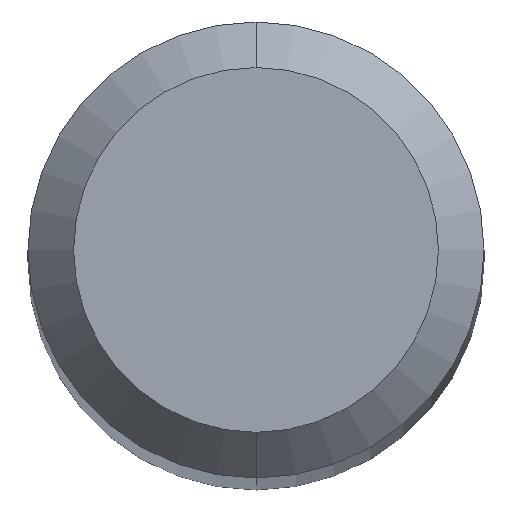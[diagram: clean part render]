
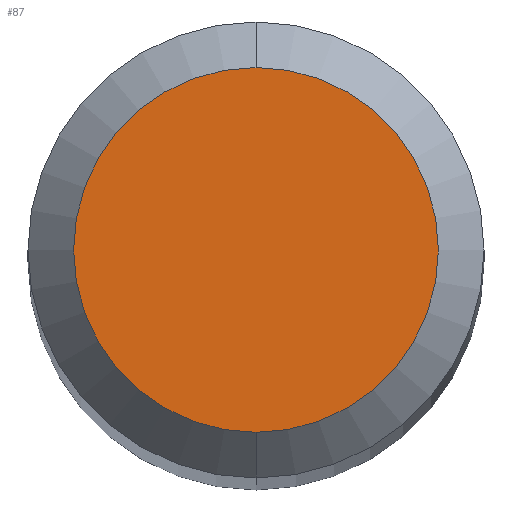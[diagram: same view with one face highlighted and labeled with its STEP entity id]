
A CAD part, top view. The second image highlights one B-rep face of the part: STEP entity #87.
In plain terms, the highlighted planar face has unit normal (0, 0, 1).
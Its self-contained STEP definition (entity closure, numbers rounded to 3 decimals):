
#5 = DIRECTION ( 'NONE',  ( 0., 1., 0. ) ) ;
#12 = ORIENTED_EDGE ( 'NONE', *, *, #173, .T. ) ;
#23 = AXIS2_PLACEMENT_3D ( 'NONE', #200, #163, #183 ) ;
#25 = DIRECTION ( 'NONE',  ( 0., 1., 0. ) ) ;
#35 = DIRECTION ( 'NONE',  ( 0., 0., -1. ) ) ;
#37 = AXIS2_PLACEMENT_3D ( 'NONE', #199, #185, #5 ) ;
#39 = FACE_OUTER_BOUND ( 'NONE', #144, .T. ) ;
#47 = VERTEX_POINT ( 'NONE', #206 ) ;
#67 = CARTESIAN_POINT ( 'NONE',  ( 0., 2.855, 0. ) ) ;
#87 = ADVANCED_FACE ( 'NONE', ( #39 ), #204, .F. ) ;
#93 = AXIS2_PLACEMENT_3D ( 'NONE', #128, #35, #25 ) ;
#126 = CIRCLE ( 'NONE', #23, 2.855 ) ;
#128 = CARTESIAN_POINT ( 'NONE',  ( 0., 3.569, 0. ) ) ;
#133 = ORIENTED_EDGE ( 'NONE', *, *, #139, .T. ) ;
#139 = EDGE_CURVE ( 'NONE', #47, #197, #126, .T. ) ;
#141 = CIRCLE ( 'NONE', #37, 2.855 ) ;
#144 = EDGE_LOOP ( 'NONE', ( #12, #133 ) ) ;
#163 = DIRECTION ( 'NONE',  ( 0., 0., 1. ) ) ;
#173 = EDGE_CURVE ( 'NONE', #197, #47, #141, .T. ) ;
#183 = DIRECTION ( 'NONE',  ( 0., 1., 0. ) ) ;
#185 = DIRECTION ( 'NONE',  ( 0., 0., 1. ) ) ;
#197 = VERTEX_POINT ( 'NONE', #67 ) ;
#199 = CARTESIAN_POINT ( 'NONE',  ( 0., 0., 0. ) ) ;
#200 = CARTESIAN_POINT ( 'NONE',  ( 0., 0., 0. ) ) ;
#204 = PLANE ( 'NONE',  #93 ) ;
#206 = CARTESIAN_POINT ( 'NONE',  ( 0., -2.855, 0. ) ) ;
